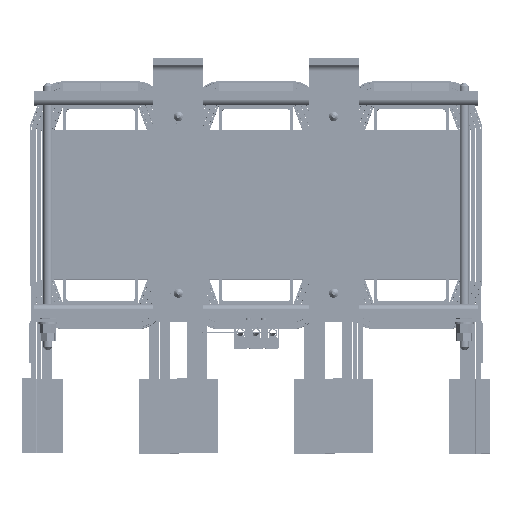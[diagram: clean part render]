
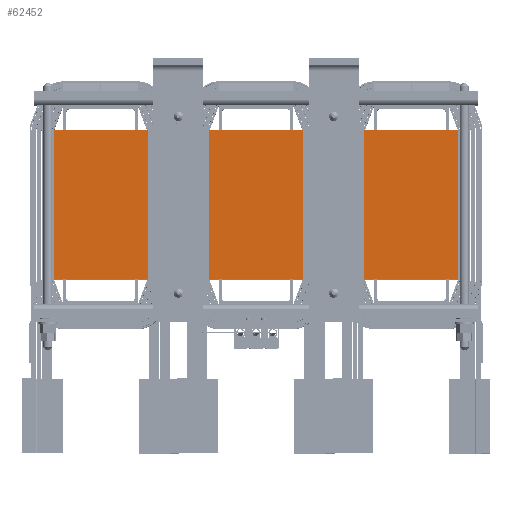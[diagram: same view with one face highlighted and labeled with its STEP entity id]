
A CAD part, top view. The second image highlights one B-rep face of the part: STEP entity #62452.
In plain terms, the highlighted face is planar.
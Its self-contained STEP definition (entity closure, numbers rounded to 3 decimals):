
#5150=FACE_OUTER_BOUND('',#8619,.T.);
#8619=EDGE_LOOP('',(#52720,#52721,#52722,#52723));
#14141=LINE('',#100803,#20335);
#14142=LINE('',#100805,#20336);
#14143=LINE('',#100807,#20337);
#14144=LINE('',#100808,#20338);
#20335=VECTOR('',#83103,0.394);
#20336=VECTOR('',#83104,0.394);
#20337=VECTOR('',#83105,0.394);
#20338=VECTOR('',#83106,0.394);
#28958=VERTEX_POINT('',#100801);
#28959=VERTEX_POINT('',#100802);
#28960=VERTEX_POINT('',#100804);
#28961=VERTEX_POINT('',#100806);
#37166=EDGE_CURVE('',#28958,#28959,#14141,.T.);
#37167=EDGE_CURVE('',#28960,#28958,#14142,.T.);
#37168=EDGE_CURVE('',#28961,#28960,#14143,.T.);
#37169=EDGE_CURVE('',#28959,#28961,#14144,.T.);
#52720=ORIENTED_EDGE('',*,*,#37166,.F.);
#52721=ORIENTED_EDGE('',*,*,#37167,.F.);
#52722=ORIENTED_EDGE('',*,*,#37168,.F.);
#52723=ORIENTED_EDGE('',*,*,#37169,.F.);
#59546=PLANE('',#68582);
#62452=ADVANCED_FACE('',(#5150),#59546,.F.);
#68582=AXIS2_PLACEMENT_3D('',#100800,#83101,#83102);
#83101=DIRECTION('center_axis',(0.,0.,1.));
#83102=DIRECTION('ref_axis',(1.,0.,0.));
#83103=DIRECTION('',(0.,1.,0.));
#83104=DIRECTION('',(1.,0.,0.));
#83105=DIRECTION('',(0.,-1.,0.));
#83106=DIRECTION('',(-1.,0.,0.));
#100800=CARTESIAN_POINT('Origin',(6.403,-2.058,-1.875));
#100801=CARTESIAN_POINT('',(14.528,-5.058,-1.875));
#100802=CARTESIAN_POINT('',(14.528,0.942,-1.875));
#100803=CARTESIAN_POINT('',(14.528,0.942,-1.875));
#100804=CARTESIAN_POINT('',(-1.722,-5.058,-1.875));
#100805=CARTESIAN_POINT('',(14.528,-5.058,-1.875));
#100806=CARTESIAN_POINT('',(-1.722,0.942,-1.875));
#100807=CARTESIAN_POINT('',(-1.722,-5.058,-1.875));
#100808=CARTESIAN_POINT('',(-1.722,0.942,-1.875));
